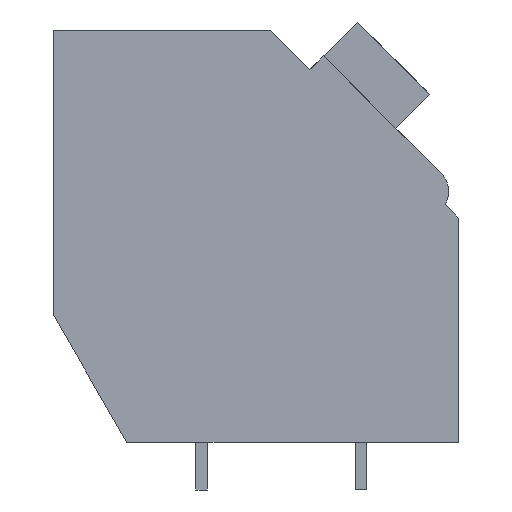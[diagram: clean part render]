
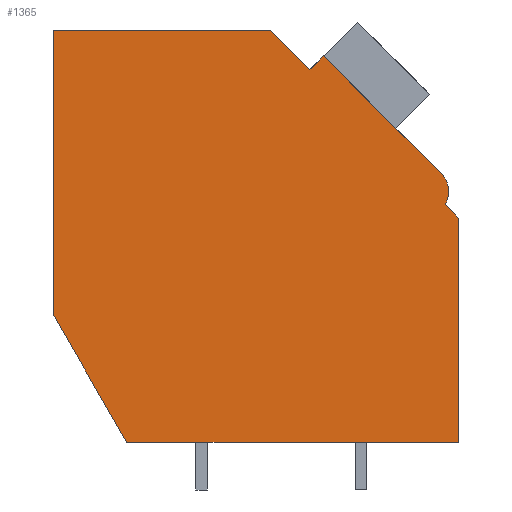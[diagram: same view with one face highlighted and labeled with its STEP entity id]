
A CAD part, left-side view. The second image highlights one B-rep face of the part: STEP entity #1365.
In plain terms, the highlighted planar face has unit normal (-1, 0, 0).
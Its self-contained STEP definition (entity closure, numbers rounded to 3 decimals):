
#1297=AXIS2_PLACEMENT_3D('Plane Axis2P3D',#1294,#1295,#1296) ;
#1308=AXIS2_PLACEMENT_3D('Circle Axis2P3D',#1306,#1307,$) ;
#49=CARTESIAN_POINT('Vertex',(0.,0.,1.5)) ;
#52=CARTESIAN_POINT('Line Origine',(0.,5.199,1.5)) ;
#56=CARTESIAN_POINT('Vertex',(0.,10.399,1.5)) ;
#135=CARTESIAN_POINT('Vertex',(0.,0.,8.518)) ;
#140=CARTESIAN_POINT('Line Origine',(0.,0.,5.009)) ;
#1294=CARTESIAN_POINT('Axis2P3D Location',(0.,12.7,-2.)) ;
#1299=CARTESIAN_POINT('Line Origine',(0.,0.212,8.731)) ;
#1303=CARTESIAN_POINT('Vertex',(0.,0.424,8.943)) ;
#1306=CARTESIAN_POINT('Axis2P3D Location',(0.,1.113,9.349)) ;
#1310=CARTESIAN_POINT('Vertex',(0.,0.548,9.915)) ;
#1313=CARTESIAN_POINT('Line Origine',(0.,2.391,11.758)) ;
#1317=CARTESIAN_POINT('Vertex',(0.,4.234,13.601)) ;
#1320=CARTESIAN_POINT('Line Origine',(0.,4.446,13.389)) ;
#1324=CARTESIAN_POINT('Vertex',(0.,4.659,13.177)) ;
#1327=CARTESIAN_POINT('Line Origine',(0.,5.27,13.788)) ;
#1331=CARTESIAN_POINT('Vertex',(0.,5.882,14.4)) ;
#1334=CARTESIAN_POINT('Line Origine',(0.,9.291,14.4)) ;
#1338=CARTESIAN_POINT('Vertex',(0.,12.7,14.4)) ;
#1341=CARTESIAN_POINT('Line Origine',(0.,12.7,9.943)) ;
#1345=CARTESIAN_POINT('Vertex',(0.,12.7,5.485)) ;
#1348=CARTESIAN_POINT('Line Origine',(0.,11.55,3.493)) ;
#53=DIRECTION('Vector Direction',(0.,-1.,0.)) ;
#141=DIRECTION('Vector Direction',(0.,0.,1.)) ;
#1295=DIRECTION('Axis2P3D Direction',(-1.,0.,0.)) ;
#1296=DIRECTION('Axis2P3D XDirection',(0.,-1.,0.)) ;
#1300=DIRECTION('Vector Direction',(0.,0.707,0.707)) ;
#1307=DIRECTION('Axis2P3D Direction',(-1.,0.,0.)) ;
#1314=DIRECTION('Vector Direction',(0.,-0.707,-0.707)) ;
#1321=DIRECTION('Vector Direction',(0.,-0.707,0.707)) ;
#1328=DIRECTION('Vector Direction',(0.,0.707,0.707)) ;
#1335=DIRECTION('Vector Direction',(0.,-1.,0.)) ;
#1342=DIRECTION('Vector Direction',(0.,0.,-1.)) ;
#1349=DIRECTION('Vector Direction',(0.,-0.5,-0.866)) ;
#54=VECTOR('Line Direction',#53,1.) ;
#142=VECTOR('Line Direction',#141,1.) ;
#1301=VECTOR('Line Direction',#1300,1.) ;
#1315=VECTOR('Line Direction',#1314,1.) ;
#1322=VECTOR('Line Direction',#1321,1.) ;
#1329=VECTOR('Line Direction',#1328,1.) ;
#1336=VECTOR('Line Direction',#1335,1.) ;
#1343=VECTOR('Line Direction',#1342,1.) ;
#1350=VECTOR('Line Direction',#1349,1.) ;
#1354=ORIENTED_EDGE('',*,*,#58,.T.) ;
#1355=ORIENTED_EDGE('',*,*,#144,.T.) ;
#1356=ORIENTED_EDGE('',*,*,#1305,.T.) ;
#1357=ORIENTED_EDGE('',*,*,#1312,.T.) ;
#1358=ORIENTED_EDGE('',*,*,#1319,.T.) ;
#1359=ORIENTED_EDGE('',*,*,#1326,.T.) ;
#1360=ORIENTED_EDGE('',*,*,#1333,.T.) ;
#1361=ORIENTED_EDGE('',*,*,#1340,.T.) ;
#1362=ORIENTED_EDGE('',*,*,#1347,.T.) ;
#1363=ORIENTED_EDGE('',*,*,#1352,.T.) ;
#1365=ADVANCED_FACE('HOUSING',(#1364),#1298,.T.) ;
#1309=CIRCLE('generated circle',#1308,0.8) ;
#58=EDGE_CURVE('',#57,#50,#55,.T.) ;
#144=EDGE_CURVE('',#50,#136,#143,.T.) ;
#1305=EDGE_CURVE('',#136,#1304,#1302,.T.) ;
#1312=EDGE_CURVE('',#1304,#1311,#1309,.T.) ;
#1319=EDGE_CURVE('',#1311,#1318,#1316,.F.) ;
#1326=EDGE_CURVE('',#1318,#1325,#1323,.F.) ;
#1333=EDGE_CURVE('',#1325,#1332,#1330,.T.) ;
#1340=EDGE_CURVE('',#1332,#1339,#1337,.F.) ;
#1347=EDGE_CURVE('',#1339,#1346,#1344,.T.) ;
#1352=EDGE_CURVE('',#1346,#57,#1351,.T.) ;
#1353=EDGE_LOOP('',(#1354,#1355,#1356,#1357,#1358,#1359,#1360,#1361,#1362,#1363)) ;
#1364=FACE_OUTER_BOUND('',#1353,.T.) ;
#55=LINE('Line',#52,#54) ;
#143=LINE('Line',#140,#142) ;
#1302=LINE('Line',#1299,#1301) ;
#1316=LINE('Line',#1313,#1315) ;
#1323=LINE('Line',#1320,#1322) ;
#1330=LINE('Line',#1327,#1329) ;
#1337=LINE('Line',#1334,#1336) ;
#1344=LINE('Line',#1341,#1343) ;
#1351=LINE('Line',#1348,#1350) ;
#1298=PLANE('',#1297) ;
#50=VERTEX_POINT('',#49) ;
#57=VERTEX_POINT('',#56) ;
#136=VERTEX_POINT('',#135) ;
#1304=VERTEX_POINT('',#1303) ;
#1311=VERTEX_POINT('',#1310) ;
#1318=VERTEX_POINT('',#1317) ;
#1325=VERTEX_POINT('',#1324) ;
#1332=VERTEX_POINT('',#1331) ;
#1339=VERTEX_POINT('',#1338) ;
#1346=VERTEX_POINT('',#1345) ;
